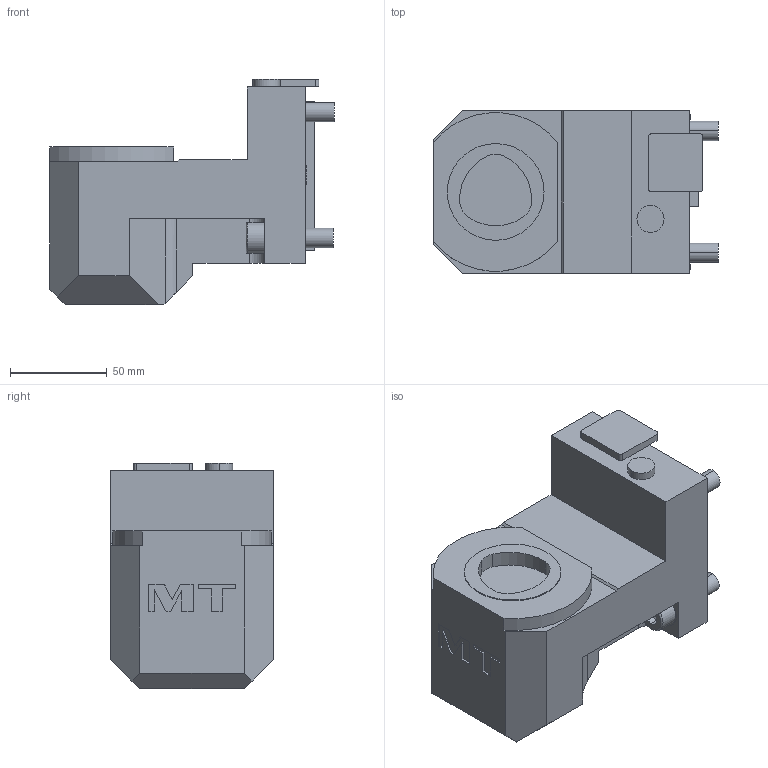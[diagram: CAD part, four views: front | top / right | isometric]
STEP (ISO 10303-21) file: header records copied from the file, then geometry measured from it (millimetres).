
FILE_DESCRIPTION((''),'2;1');
FILE_NAME('BGL0685010_CONF','2023-04-20T10:55:32',('gvalli'),('M.T. srl'),'CREO PARAMETRIC BY PTC INC, 2021072','CREO PARAMETRIC BY PTC INC, 2021072','');
FILE_SCHEMA(('CONFIG_CONTROL_DESIGN'));
Length unit declared in the file: millimetre
Products named in the file (1): BGL0685010_CONF
Bounding box: 147 x 84 x 116.5 mm (x, y, z)
Volume: 752005.1 mm3; surface area: 65756.1 mm2
Topology: 1 solids, 1 shells, 129 faces, 329 edges, 214 vertices
Faces by surface type: plane 75, cylinder 40, torus 8, cone 4, extrusion 2
Entity records: 4020 total; most frequent: CARTESIAN_POINT 791, DIRECTION 673, ORIENTED_EDGE 650, EDGE_CURVE 325, AXIS2_PLACEMENT_3D 227, VECTOR 219, LINE 217, VERTEX_POINT 214
